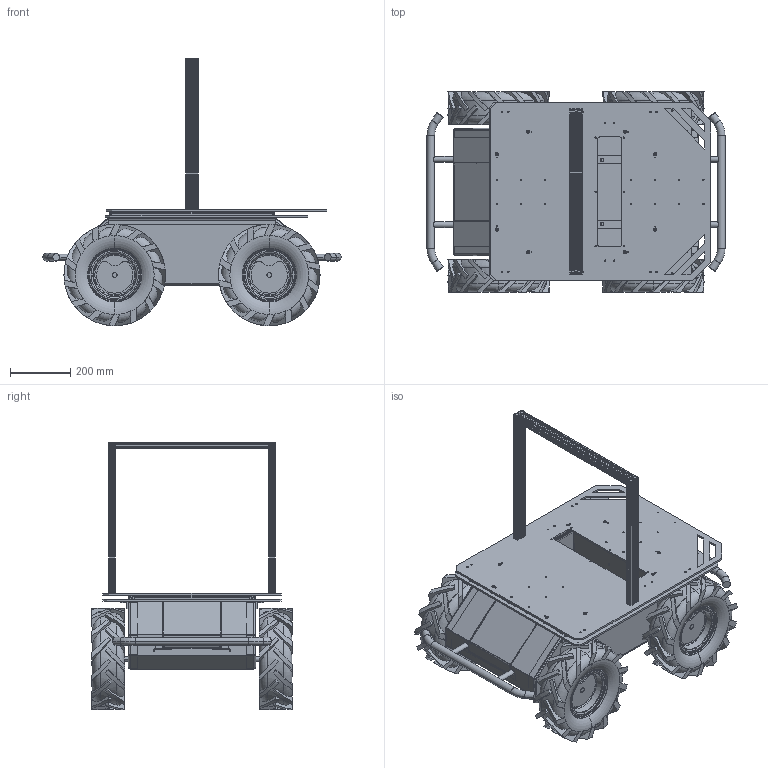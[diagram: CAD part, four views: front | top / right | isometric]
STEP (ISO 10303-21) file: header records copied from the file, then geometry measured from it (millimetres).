
FILE_DESCRIPTION (( 'STEP AP214' ), '1' );
FILE_NAME ('034991-GEO_2.STEP', '2025-10-01T15:38:13', ( '' ), ( '' ), 'SwSTEP 2.0', 'SolidWorks 2020', '' );
FILE_SCHEMA (( 'AUTOMOTIVE_DESIGN' ));
Length unit declared in the file: millimetre
Products named in the file (11): 034991-BATTERY_Simplified mCAD, STEP-Husky A200, Skid Steer; 034991-TOP-PACS_Simplified mCAD, STEP-Husky A200, Skid Steer; 034991-TOP_Simplified mCAD, STEP-Husky A200, Skid Steer; 034991-TOP-STANDARD_Simplified mCAD, STEP-Husky A200, Skid Steer; 034991-LIVERY_Simplified mCAD, STEP-Husky A200, Skid Steer; 034991-CHASSIS_Simplified mCAD, STEP-Husky A200, Skid Steer; 034991-TOP-EXTRUSION_Simplified mCAD, STEP-Husky A200, Skid Steer; 034991-BUMPERS_Simplified mCAD, STEP-Husky A200, Skid Steer; 034991-GEO_2; 034991-MOBILITY_Simplified mCAD, STEP-Husky A200, Skid Steer; 034991-ELECTRONICS_Simplified mCAD, STEP-Husky A200, Skid Steer
Assembly tree (10 placements, depth 3):
  034991-GEO_2
    034991-CHASSIS_Simplified mCAD, STEP-Husky A200, Skid Steer
    034991-LIVERY_Simplified mCAD, STEP-Husky A200, Skid Steer
    034991-BUMPERS_Simplified mCAD, STEP-Husky A200, Skid Steer
    034991-MOBILITY_Simplified mCAD, STEP-Husky A200, Skid Steer
    034991-ELECTRONICS_Simplified mCAD, STEP-Husky A200, Skid Steer
    034991-BATTERY_Simplified mCAD, STEP-Husky A200, Skid Steer
    034991-TOP_Simplified mCAD, STEP-Husky A200, Skid Steer
      034991-TOP-PACS_Simplified mCAD, STEP-Husky A200, Skid Steer
      034991-TOP-EXTRUSION_Simplified mCAD, STEP-Husky A200, Skid Steer
      034991-TOP-STANDARD_Simplified mCAD, STEP-Husky A200, Skid Steer
Bounding box: 987.4 x 663 x 885.85 mm (x, y, z)
Volume: 23564822.6 mm3; surface area: 9378440 mm2
Topology: 91 solids, 91 shells, 4588 faces, 11423 edges, 7179 vertices
Faces by surface type: plane 2517, cylinder 1235, cone 500, torus 308, bspline 28
Entity records: 153122 total; most frequent: CARTESIAN_POINT 37395, ORIENTED_EDGE 22810, DIRECTION 22487, EDGE_CURVE 11405, AXIS2_PLACEMENT_3D 7920, VERTEX_POINT 7175, VECTOR 6647, LINE 6647
